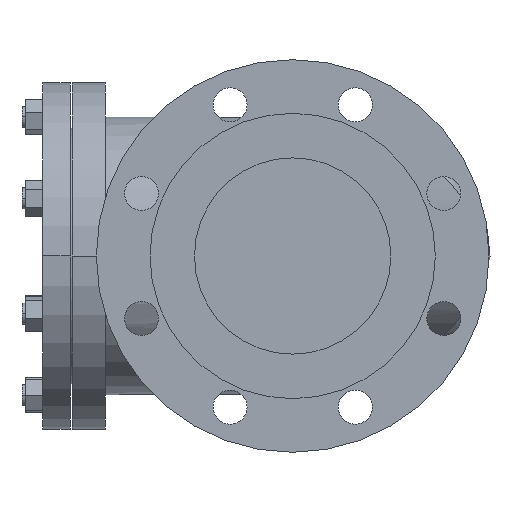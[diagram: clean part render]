
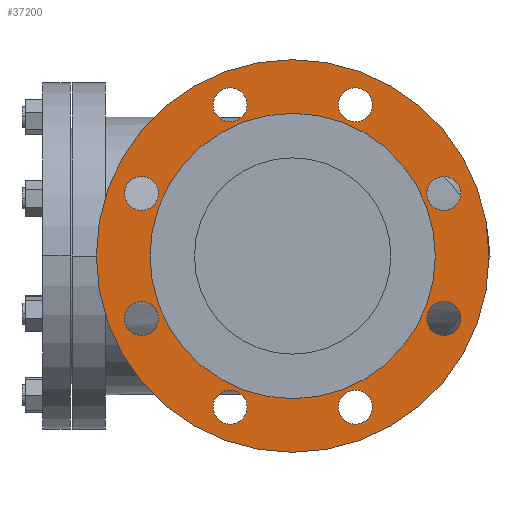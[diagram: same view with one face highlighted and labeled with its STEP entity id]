
A CAD part, left-side view. The second image highlights one B-rep face of the part: STEP entity #37200.
In plain terms, the highlighted planar face has unit normal (-1, 0, 0).
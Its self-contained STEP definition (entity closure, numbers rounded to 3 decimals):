
#10550=CARTESIAN_POINT('',(3.,0.,150.));
#10560=VERTEX_POINT('',#10550);
#10720=CARTESIAN_POINT('',(3.,0.,-150.));
#10730=VERTEX_POINT('',#10720);
#10760=CARTESIAN_POINT('',(3.,0.,0.));
#10770=DIRECTION('',(1.,0.,0.));
#10780=DIRECTION('',(0.,0.,-1.));
#10790=AXIS2_PLACEMENT_3D('',#10760,#10770,#10780);
#10800=CIRCLE('',#10790,150.);
#10810=EDGE_CURVE('',#10560,#10730,#10800,.T.);
#10970=CARTESIAN_POINT('',(3.,47.835,-102.485));
#10980=VERTEX_POINT('',#10970);
#11140=CARTESIAN_POINT('',(3.,47.835,-128.485));
#11150=VERTEX_POINT('',#11140);
#11180=CARTESIAN_POINT('',(3.,47.835,-115.485));
#11190=DIRECTION('',(-1.,0.,0.));
#11200=DIRECTION('',(0.,0.,-1.));
#11210=AXIS2_PLACEMENT_3D('',#11180,#11190,#11200);
#11220=CIRCLE('',#11210,13.);
#11230=EDGE_CURVE('',#10980,#11150,#11220,.T.);
#11390=CARTESIAN_POINT('',(3.,-47.835,-102.485));
#11400=VERTEX_POINT('',#11390);
#11560=CARTESIAN_POINT('',(3.,-47.835,-128.485));
#11570=VERTEX_POINT('',#11560);
#11600=CARTESIAN_POINT('',(3.,-47.835,-115.485));
#11610=DIRECTION('',(-1.,0.,0.));
#11620=DIRECTION('',(0.,0.,-1.));
#11630=AXIS2_PLACEMENT_3D('',#11600,#11610,#11620);
#11640=CIRCLE('',#11630,13.);
#11650=EDGE_CURVE('',#11400,#11570,#11640,.T.);
#11810=CARTESIAN_POINT('',(3.,115.485,-34.835));
#11820=VERTEX_POINT('',#11810);
#11850=CARTESIAN_POINT('',(3.,115.485,-47.835));
#11860=DIRECTION('',(-1.,0.,0.));
#11870=DIRECTION('',(0.,0.,-1.));
#11880=AXIS2_PLACEMENT_3D('',#11850,#11860,#11870);
#11890=CIRCLE('',#11880,13.);
#11900=CARTESIAN_POINT('',(3.,115.485,-60.835));
#11910=VERTEX_POINT('',#11900);
#11920=EDGE_CURVE('',#11910,#11820,#11890,.T.);
#12230=CARTESIAN_POINT('',(3.,-115.485,-34.835));
#12240=VERTEX_POINT('',#12230);
#12270=CARTESIAN_POINT('',(3.,-115.485,-47.835));
#12280=DIRECTION('',(-1.,0.,0.));
#12290=DIRECTION('',(0.,0.,-1.));
#12300=AXIS2_PLACEMENT_3D('',#12270,#12280,#12290);
#12310=CIRCLE('',#12300,13.);
#12320=CARTESIAN_POINT('',(3.,-115.485,-60.835));
#12330=VERTEX_POINT('',#12320);
#12340=EDGE_CURVE('',#12330,#12240,#12310,.T.);
#12650=CARTESIAN_POINT('',(3.,115.485,34.835));
#12660=VERTEX_POINT('',#12650);
#12690=CARTESIAN_POINT('',(3.,115.485,47.835));
#12700=DIRECTION('',(-1.,0.,0.));
#12710=DIRECTION('',(0.,0.,-1.));
#12720=AXIS2_PLACEMENT_3D('',#12690,#12700,#12710);
#12730=CIRCLE('',#12720,13.);
#12740=CARTESIAN_POINT('',(3.,115.485,60.835));
#12750=VERTEX_POINT('',#12740);
#12760=EDGE_CURVE('',#12750,#12660,#12730,.T.);
#13070=CARTESIAN_POINT('',(3.,-115.485,34.835));
#13080=VERTEX_POINT('',#13070);
#13240=CARTESIAN_POINT('',(3.,-115.485,60.835));
#13250=VERTEX_POINT('',#13240);
#13280=CARTESIAN_POINT('',(3.,-115.485,47.835));
#13290=DIRECTION('',(-1.,0.,0.));
#13300=DIRECTION('',(0.,0.,-1.));
#13310=AXIS2_PLACEMENT_3D('',#13280,#13290,#13300);
#13320=CIRCLE('',#13310,13.);
#13330=EDGE_CURVE('',#13080,#13250,#13320,.T.);
#13490=CARTESIAN_POINT('',(3.,47.835,128.485));
#13500=VERTEX_POINT('',#13490);
#13660=CARTESIAN_POINT('',(3.,47.835,102.485));
#13670=VERTEX_POINT('',#13660);
#13700=CARTESIAN_POINT('',(3.,47.835,115.485));
#13710=DIRECTION('',(-1.,0.,0.));
#13720=DIRECTION('',(0.,0.,-1.));
#13730=AXIS2_PLACEMENT_3D('',#13700,#13710,#13720);
#13740=CIRCLE('',#13730,13.);
#13750=EDGE_CURVE('',#13500,#13670,#13740,.T.);
#13910=CARTESIAN_POINT('',(3.,-47.835,102.485));
#13920=VERTEX_POINT('',#13910);
#13950=CARTESIAN_POINT('',(3.,-47.835,115.485));
#13960=DIRECTION('',(-1.,0.,0.));
#13970=DIRECTION('',(0.,0.,-1.));
#13980=AXIS2_PLACEMENT_3D('',#13950,#13960,#13970);
#13990=CIRCLE('',#13980,13.);
#14000=CARTESIAN_POINT('',(3.,-47.835,128.485));
#14010=VERTEX_POINT('',#14000);
#14020=EDGE_CURVE('',#14010,#13920,#13990,.T.);
#14330=CARTESIAN_POINT('',(3.,109.,0.));
#14340=VERTEX_POINT('',#14330);
#14500=CARTESIAN_POINT('',(3.,-109.,0.));
#14510=VERTEX_POINT('',#14500);
#14540=CARTESIAN_POINT('',(3.,0.,0.));
#14550=DIRECTION('',(-1.,0.,0.));
#14560=DIRECTION('',(0.,1.,0.));
#14570=AXIS2_PLACEMENT_3D('',#14540,#14550,#14560);
#14580=CIRCLE('',#14570,109.);
#14590=EDGE_CURVE('',#14340,#14510,#14580,.T.);
#36650=CARTESIAN_POINT('',(3.,129.5,0.));
#36660=DIRECTION('',(1.,0.,0.));
#36670=DIRECTION('',(0.,-1.,0.));
#36680=AXIS2_PLACEMENT_3D('',#36650,#36660,#36670);
#36690=PLANE('',#36680);
#36700=EDGE_CURVE('',#11150,#10980,#11220,.T.);
#36710=ORIENTED_EDGE('',*,*,#36700,.F.);
#36720=ORIENTED_EDGE('',*,*,#11230,.F.);
#36730=EDGE_LOOP('',(#36720,#36710));
#36740=FACE_BOUND('',#36730,.T.);
#36750=EDGE_CURVE('',#11570,#11400,#11640,.T.);
#36760=ORIENTED_EDGE('',*,*,#36750,.F.);
#36770=ORIENTED_EDGE('',*,*,#11650,.F.);
#36780=EDGE_LOOP('',(#36770,#36760));
#36790=FACE_BOUND('',#36780,.T.);
#36800=EDGE_CURVE('',#11820,#11910,#11890,.T.);
#36810=ORIENTED_EDGE('',*,*,#36800,.F.);
#36820=ORIENTED_EDGE('',*,*,#11920,.F.);
#36830=EDGE_LOOP('',(#36820,#36810));
#36840=FACE_BOUND('',#36830,.T.);
#36850=ORIENTED_EDGE('',*,*,#12340,.F.);
#36860=EDGE_CURVE('',#12240,#12330,#12310,.T.);
#36870=ORIENTED_EDGE('',*,*,#36860,.F.);
#36880=EDGE_LOOP('',(#36870,#36850));
#36890=FACE_BOUND('',#36880,.T.);
#36900=ORIENTED_EDGE('',*,*,#12760,.F.);
#36910=EDGE_CURVE('',#12660,#12750,#12730,.T.);
#36920=ORIENTED_EDGE('',*,*,#36910,.F.);
#36930=EDGE_LOOP('',(#36920,#36900));
#36940=FACE_BOUND('',#36930,.T.);
#36950=EDGE_CURVE('',#13250,#13080,#13320,.T.);
#36960=ORIENTED_EDGE('',*,*,#36950,.F.);
#36970=ORIENTED_EDGE('',*,*,#13330,.F.);
#36980=EDGE_LOOP('',(#36970,#36960));
#36990=FACE_BOUND('',#36980,.T.);
#37000=EDGE_CURVE('',#13670,#13500,#13740,.T.);
#37010=ORIENTED_EDGE('',*,*,#37000,.F.);
#37020=ORIENTED_EDGE('',*,*,#13750,.F.);
#37030=EDGE_LOOP('',(#37020,#37010));
#37040=FACE_BOUND('',#37030,.T.);
#37050=EDGE_CURVE('',#13920,#14010,#13990,.T.);
#37060=ORIENTED_EDGE('',*,*,#37050,.F.);
#37070=ORIENTED_EDGE('',*,*,#14020,.F.);
#37080=EDGE_LOOP('',(#37070,#37060));
#37090=FACE_BOUND('',#37080,.T.);
#37100=EDGE_CURVE('',#10730,#10560,#10800,.T.);
#37110=ORIENTED_EDGE('',*,*,#37100,.F.);
#37120=ORIENTED_EDGE('',*,*,#10810,.F.);
#37130=EDGE_LOOP('',(#37120,#37110));
#37140=FACE_OUTER_BOUND('',#37130,.T.);
#37150=EDGE_CURVE('',#14510,#14340,#14580,.T.);
#37160=ORIENTED_EDGE('',*,*,#37150,.F.);
#37170=ORIENTED_EDGE('',*,*,#14590,.F.);
#37180=EDGE_LOOP('',(#37170,#37160));
#37190=FACE_BOUND('',#37180,.T.);
#37200=ADVANCED_FACE('',(#36740,#36790,#36840,#36890,#36940,#36990,
#37040,#37090,#37140,#37190),#36690,.F.);
